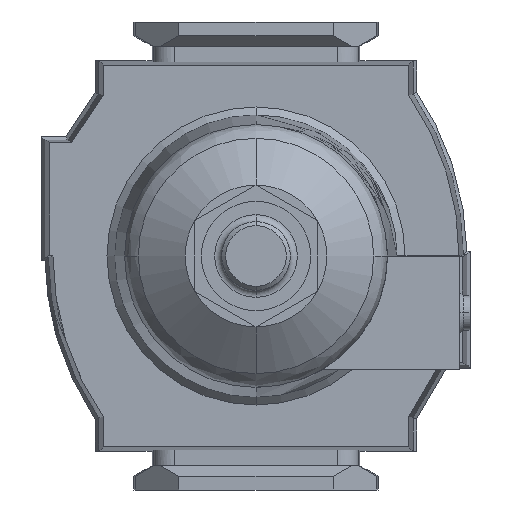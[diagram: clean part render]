
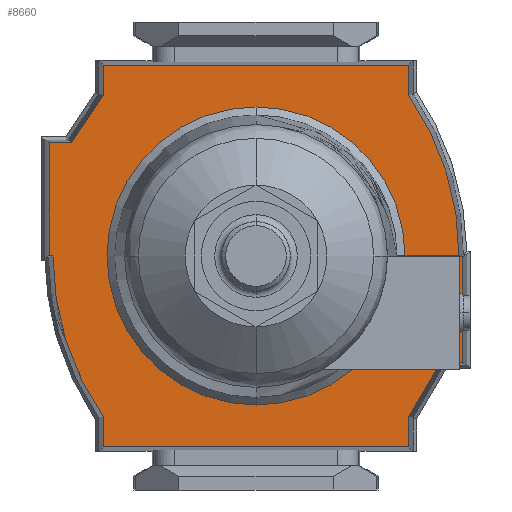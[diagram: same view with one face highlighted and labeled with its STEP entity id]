
A CAD part, front view. The second image highlights one B-rep face of the part: STEP entity #8660.
In plain terms, the highlighted planar face has unit normal (0, -1, 0).
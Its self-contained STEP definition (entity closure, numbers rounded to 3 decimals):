
#57 = VECTOR ( 'NONE', #10545, 1000. ) ;
#91 = CARTESIAN_POINT ( 'NONE',  ( -23.383, -38.5, 22.2 ) ) ;
#212 = EDGE_CURVE ( 'NONE', #11564, #3611, #10313, .T. ) ;
#266 = CARTESIAN_POINT ( 'NONE',  ( -0.1, -38.5, -30. ) ) ;
#302 = DIRECTION ( 'NONE',  ( 1., 0., 0. ) ) ;
#329 = DIRECTION ( 'NONE',  ( 0., 0., 1. ) ) ;
#384 = EDGE_CURVE ( 'NONE', #2478, #6160, #11383, .T. ) ;
#455 = CARTESIAN_POINT ( 'NONE',  ( -27.75, -38.5, -22.2 ) ) ;
#495 = DIRECTION ( 'NONE',  ( 0.831, 0., -0.557 ) ) ;
#563 = ORIENTED_EDGE ( 'NONE', *, *, #2508, .F. ) ;
#580 = LINE ( 'NONE', #1587, #6893 ) ;
#643 = CIRCLE ( 'NONE', #2129, 41.1 ) ;
#668 = CARTESIAN_POINT ( 'NONE',  ( 27.75, -38.5, 22.2 ) ) ;
#806 = DIRECTION ( 'NONE',  ( 0., 0., -1. ) ) ;
#807 = CARTESIAN_POINT ( 'NONE',  ( -15.5, -38.5, -26.8 ) ) ;
#1001 = CARTESIAN_POINT ( 'NONE',  ( 0.1, -38.5, 30. ) ) ;
#1136 = LINE ( 'NONE', #11090, #8844 ) ;
#1173 = CARTESIAN_POINT ( 'NONE',  ( 16.5, -38.5, 30. ) ) ;
#1187 = DIRECTION ( 'NONE',  ( 0., 0., -1. ) ) ;
#1197 = LINE ( 'NONE', #10273, #6937 ) ;
#1217 = VERTEX_POINT ( 'NONE', #266 ) ;
#1354 = CARTESIAN_POINT ( 'NONE',  ( -27.75, -38.5, 22.2 ) ) ;
#1493 = CARTESIAN_POINT ( 'NONE',  ( 23.362, -38.5, 22.2 ) ) ;
#1587 = CARTESIAN_POINT ( 'NONE',  ( -23.35, -38.5, -22.2 ) ) ;
#1725 = VECTOR ( 'NONE', #8968, 1000. ) ;
#1735 = VERTEX_POINT ( 'NONE', #8315 ) ;
#1784 = EDGE_LOOP ( 'NONE', ( #5583, #10695, #3626, #6778, #4237, #7300, #9914, #4104, #5419, #6228, #2495, #3334, #7343, #8635, #563, #4038, #10982 ) ) ;
#1814 = LINE ( 'NONE', #5422, #4489 ) ;
#1829 = VECTOR ( 'NONE', #11230, 1000. ) ;
#1833 = AXIS2_PLACEMENT_3D ( 'NONE', #7312, #8277, #10143 ) ;
#1898 = EDGE_CURVE ( 'NONE', #1735, #6312, #4169, .T. ) ;
#1938 = VERTEX_POINT ( 'NONE', #3087 ) ;
#2129 = AXIS2_PLACEMENT_3D ( 'NONE', #11286, #3157, #10401 ) ;
#2176 = CARTESIAN_POINT ( 'NONE',  ( 16.5, -38.5, 30. ) ) ;
#2218 = CARTESIAN_POINT ( 'NONE',  ( 0., -38.5, 29.5 ) ) ;
#2478 = VERTEX_POINT ( 'NONE', #2218 ) ;
#2495 = ORIENTED_EDGE ( 'NONE', *, *, #7543, .F. ) ;
#2508 = EDGE_CURVE ( 'NONE', #4496, #2478, #643, .T. ) ;
#2598 = VECTOR ( 'NONE', #495, 1000. ) ;
#2657 = EDGE_CURVE ( 'NONE', #6312, #1938, #580, .T. ) ;
#2671 = VERTEX_POINT ( 'NONE', #10834 ) ;
#2921 = VERTEX_POINT ( 'NONE', #4754 ) ;
#3087 = CARTESIAN_POINT ( 'NONE',  ( -23.35, -38.5, -22.2 ) ) ;
#3157 = DIRECTION ( 'NONE',  ( 0., 1., 0. ) ) ;
#3303 = VECTOR ( 'NONE', #6789, 1000. ) ;
#3334 = ORIENTED_EDGE ( 'NONE', *, *, #7795, .F. ) ;
#3497 = VECTOR ( 'NONE', #4071, 1000. ) ;
#3507 = CIRCLE ( 'NONE', #10133, 41.1 ) ;
#3611 = VERTEX_POINT ( 'NONE', #3901 ) ;
#3626 = ORIENTED_EDGE ( 'NONE', *, *, #1898, .F. ) ;
#3901 = CARTESIAN_POINT ( 'NONE',  ( 27.75, -38.5, 22.2 ) ) ;
#4038 = ORIENTED_EDGE ( 'NONE', *, *, #10713, .F. ) ;
#4071 = DIRECTION ( 'NONE',  ( 0., 0., -1. ) ) ;
#4104 = ORIENTED_EDGE ( 'NONE', *, *, #9089, .F. ) ;
#4169 = LINE ( 'NONE', #5794, #57 ) ;
#4175 = EDGE_CURVE ( 'NONE', #8415, #7085, #1197, .T. ) ;
#4237 = ORIENTED_EDGE ( 'NONE', *, *, #7596, .F. ) ;
#4262 = EDGE_CURVE ( 'NONE', #6719, #8021, #6110, .T. ) ;
#4464 = VERTEX_POINT ( 'NONE', #2176 ) ;
#4489 = VECTOR ( 'NONE', #806, 1000. ) ;
#4496 = VERTEX_POINT ( 'NONE', #6203 ) ;
#4528 = CARTESIAN_POINT ( 'NONE',  ( -15.5, -38.5, -30. ) ) ;
#4636 = LINE ( 'NONE', #91, #10972 ) ;
#4754 = CARTESIAN_POINT ( 'NONE',  ( 0.1, -38.5, 30. ) ) ;
#4836 = EDGE_CURVE ( 'NONE', #1938, #8415, #6682, .T. ) ;
#5419 = ORIENTED_EDGE ( 'NONE', *, *, #212, .F. ) ;
#5422 = CARTESIAN_POINT ( 'NONE',  ( 27.75, -38.5, -22.2 ) ) ;
#5572 = EDGE_CURVE ( 'NONE', #2671, #11564, #5981, .T. ) ;
#5583 = ORIENTED_EDGE ( 'NONE', *, *, #4836, .F. ) ;
#5794 = CARTESIAN_POINT ( 'NONE',  ( -15.5, -38.5, -26.8 ) ) ;
#5858 = FACE_OUTER_BOUND ( 'NONE', #1784, .T. ) ;
#5981 = LINE ( 'NONE', #1493, #2598 ) ;
#6110 = LINE ( 'NONE', #11276, #3303 ) ;
#6160 = VERTEX_POINT ( 'NONE', #9690 ) ;
#6203 = CARTESIAN_POINT ( 'NONE',  ( -23.383, -38.5, 22.2 ) ) ;
#6209 = CARTESIAN_POINT ( 'NONE',  ( 0., -38.5, 11.6 ) ) ;
#6228 = ORIENTED_EDGE ( 'NONE', *, *, #5572, .F. ) ;
#6266 = DIRECTION ( 'NONE',  ( -0.863, 0., 0.506 ) ) ;
#6312 = VERTEX_POINT ( 'NONE', #807 ) ;
#6622 = CARTESIAN_POINT ( 'NONE',  ( 27.75, -38.5, -22.2 ) ) ;
#6650 = AXIS2_PLACEMENT_3D ( 'NONE', #10267, #11209, #6843 ) ;
#6682 = LINE ( 'NONE', #10284, #1829 ) ;
#6719 = VERTEX_POINT ( 'NONE', #6622 ) ;
#6778 = ORIENTED_EDGE ( 'NONE', *, *, #9056, .F. ) ;
#6789 = DIRECTION ( 'NONE',  ( -1., 0., 0. ) ) ;
#6843 = DIRECTION ( 'NONE',  ( 0., 0., 1. ) ) ;
#6893 = VECTOR ( 'NONE', #6266, 1000. ) ;
#6937 = VECTOR ( 'NONE', #329, 1000. ) ;
#7085 = VERTEX_POINT ( 'NONE', #1354 ) ;
#7115 = LINE ( 'NONE', #1001, #10775 ) ;
#7152 = EDGE_CURVE ( 'NONE', #8021, #9510, #3507, .T. ) ;
#7165 = CARTESIAN_POINT ( 'NONE',  ( -0.1, -38.5, -29.5 ) ) ;
#7300 = ORIENTED_EDGE ( 'NONE', *, *, #7152, .F. ) ;
#7312 = CARTESIAN_POINT ( 'NONE',  ( -28.86, -38.5, 31.2 ) ) ;
#7317 = DIRECTION ( 'NONE',  ( 1., 0., 0. ) ) ;
#7343 = ORIENTED_EDGE ( 'NONE', *, *, #10026, .F. ) ;
#7538 = LINE ( 'NONE', #11147, #3497 ) ;
#7543 = EDGE_CURVE ( 'NONE', #4464, #2671, #7538, .T. ) ;
#7596 = EDGE_CURVE ( 'NONE', #9510, #1217, #1136, .T. ) ;
#7795 = EDGE_CURVE ( 'NONE', #2921, #4464, #11193, .T. ) ;
#8021 = VERTEX_POINT ( 'NONE', #8361 ) ;
#8061 = DIRECTION ( 'NONE',  ( 0., 0., 1. ) ) ;
#8277 = DIRECTION ( 'NONE',  ( 0., -1., 0. ) ) ;
#8315 = CARTESIAN_POINT ( 'NONE',  ( -15.5, -38.5, -30. ) ) ;
#8361 = CARTESIAN_POINT ( 'NONE',  ( 23.383, -38.5, -22.2 ) ) ;
#8415 = VERTEX_POINT ( 'NONE', #455 ) ;
#8635 = ORIENTED_EDGE ( 'NONE', *, *, #384, .F. ) ;
#8660 = ADVANCED_FACE ( 'NONE', ( #5858 ), #9480, .T. ) ;
#8844 = VECTOR ( 'NONE', #1187, 1000. ) ;
#8965 = DIRECTION ( 'NONE',  ( 0., 0., 1. ) ) ;
#8968 = DIRECTION ( 'NONE',  ( 1., 0., 0. ) ) ;
#9056 = EDGE_CURVE ( 'NONE', #1217, #1735, #10767, .T. ) ;
#9089 = EDGE_CURVE ( 'NONE', #3611, #6719, #1814, .T. ) ;
#9416 = VECTOR ( 'NONE', #9996, 1000. ) ;
#9480 = PLANE ( 'NONE',  #1833 ) ;
#9510 = VERTEX_POINT ( 'NONE', #7165 ) ;
#9690 = CARTESIAN_POINT ( 'NONE',  ( 0.1, -38.5, 29.5 ) ) ;
#9832 = DIRECTION ( 'NONE',  ( 0., 1., 0. ) ) ;
#9914 = ORIENTED_EDGE ( 'NONE', *, *, #4262, .F. ) ;
#9996 = DIRECTION ( 'NONE',  ( -1., 0., 0. ) ) ;
#10026 = EDGE_CURVE ( 'NONE', #6160, #2921, #7115, .T. ) ;
#10125 = VECTOR ( 'NONE', #302, 1000. ) ;
#10133 = AXIS2_PLACEMENT_3D ( 'NONE', #6209, #9832, #8061 ) ;
#10143 = DIRECTION ( 'NONE',  ( 0., 0., -1. ) ) ;
#10267 = CARTESIAN_POINT ( 'NONE',  ( 0., -38.5, -11.6 ) ) ;
#10273 = CARTESIAN_POINT ( 'NONE',  ( -27.75, -38.5, 22.2 ) ) ;
#10284 = CARTESIAN_POINT ( 'NONE',  ( -27.75, -38.5, -22.2 ) ) ;
#10313 = LINE ( 'NONE', #668, #1725 ) ;
#10401 = DIRECTION ( 'NONE',  ( 0., 0., 1. ) ) ;
#10545 = DIRECTION ( 'NONE',  ( 0., 0., 1. ) ) ;
#10695 = ORIENTED_EDGE ( 'NONE', *, *, #2657, .F. ) ;
#10713 = EDGE_CURVE ( 'NONE', #7085, #4496, #4636, .T. ) ;
#10767 = LINE ( 'NONE', #4528, #9416 ) ;
#10775 = VECTOR ( 'NONE', #8965, 1000. ) ;
#10834 = CARTESIAN_POINT ( 'NONE',  ( 16.5, -38.5, 26.8 ) ) ;
#10972 = VECTOR ( 'NONE', #7317, 1000. ) ;
#10982 = ORIENTED_EDGE ( 'NONE', *, *, #4175, .F. ) ;
#11090 = CARTESIAN_POINT ( 'NONE',  ( -0.1, -38.5, -30. ) ) ;
#11147 = CARTESIAN_POINT ( 'NONE',  ( 16.5, -38.5, 26.8 ) ) ;
#11193 = LINE ( 'NONE', #1173, #10125 ) ;
#11209 = DIRECTION ( 'NONE',  ( 0., 1., 0. ) ) ;
#11230 = DIRECTION ( 'NONE',  ( -1., 0., 0. ) ) ;
#11276 = CARTESIAN_POINT ( 'NONE',  ( 23.383, -38.5, -22.2 ) ) ;
#11286 = CARTESIAN_POINT ( 'NONE',  ( 0., -38.5, -11.6 ) ) ;
#11383 = CIRCLE ( 'NONE', #6650, 41.1 ) ;
#11414 = CARTESIAN_POINT ( 'NONE',  ( 23.362, -38.5, 22.2 ) ) ;
#11564 = VERTEX_POINT ( 'NONE', #11414 ) ;
